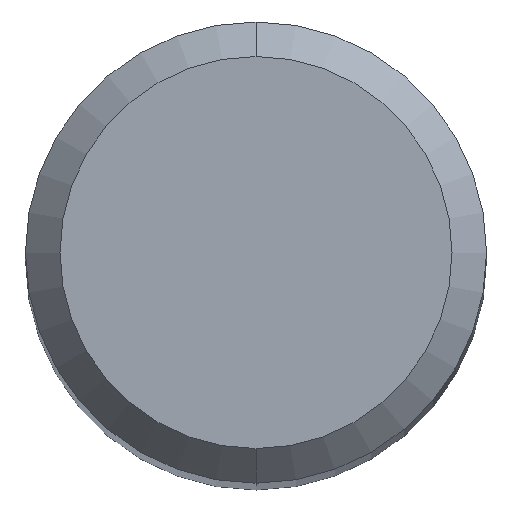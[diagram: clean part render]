
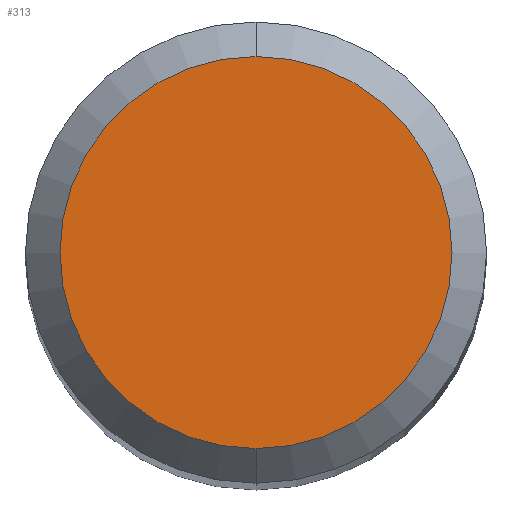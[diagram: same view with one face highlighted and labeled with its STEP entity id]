
A CAD part, top view. The second image highlights one B-rep face of the part: STEP entity #313.
In plain terms, the highlighted planar face has unit normal (0, 0, 1).
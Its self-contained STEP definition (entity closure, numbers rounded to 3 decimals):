
#313=ADVANCED_FACE('',(#639),#640,.T.);
#345=VERTEX_POINT('',#676);
#353=EDGE_CURVE('',#345,#397,#685,.T.);
#373=EDGE_CURVE('',#397,#345,#709,.T.);
#397=VERTEX_POINT('',#735);
#639=FACE_OUTER_BOUND('',#1121,.T.);
#640=PLANE('',#1122);
#676=CARTESIAN_POINT('',(0.,-1.7,0.0));
#685=CIRCLE('',#1236,1.7);
#709=CIRCLE('',#1274,1.7);
#735=CARTESIAN_POINT('',(0.0,1.7,0.0));
#1121=EDGE_LOOP('',(#1624,#1625));
#1122=AXIS2_PLACEMENT_3D('',#1626,#1627,#1628);
#1236=AXIS2_PLACEMENT_3D('',#1693,#1694,#1695);
#1274=AXIS2_PLACEMENT_3D('',#1721,#1722,#1723);
#1624=ORIENTED_EDGE('',*,*,#373,.F.);
#1625=ORIENTED_EDGE('',*,*,#353,.F.);
#1626=CARTESIAN_POINT('',(0.0,0.85,0.0));
#1627=DIRECTION('',(-0.0,0.0,1.0));
#1628=DIRECTION('',(0.0,-1.0,0.0));
#1693=CARTESIAN_POINT('',(0.0,0.0,0.0));
#1694=DIRECTION('',(0.0,0.0,-1.0));
#1695=DIRECTION('',(0.0,1.0,0.0));
#1721=CARTESIAN_POINT('',(0.0,0.0,0.0));
#1722=DIRECTION('',(0.0,0.0,-1.0));
#1723=DIRECTION('',(0.0,1.0,0.0));
